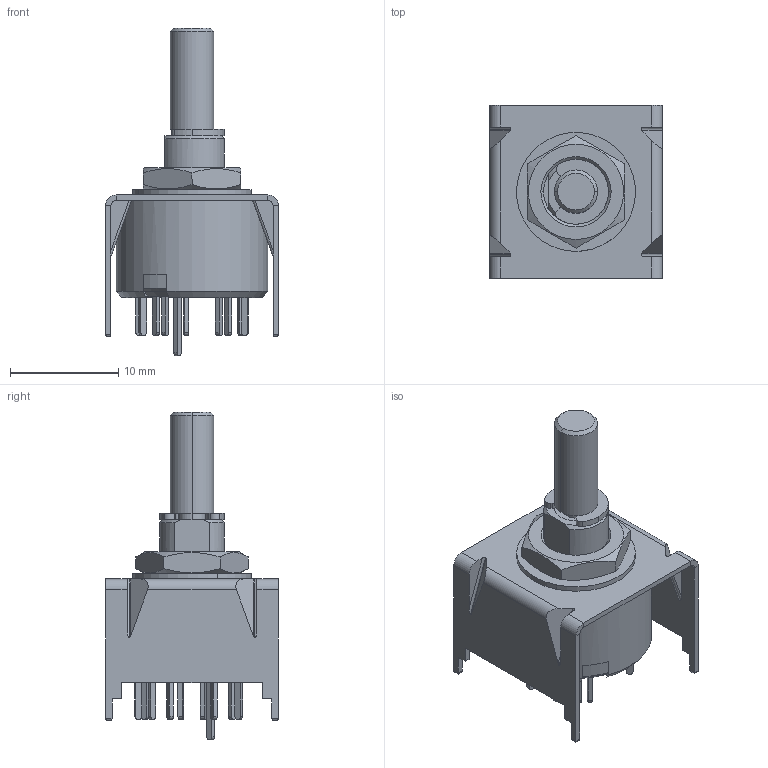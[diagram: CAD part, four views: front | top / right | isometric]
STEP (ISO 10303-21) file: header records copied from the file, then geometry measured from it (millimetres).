
FILE_DESCRIPTION (( 'STEP AP203' ), '1' );
FILE_NAME ('9ﾏ1ﾍ 13-0.STEP', '2020-02-18T03:06:29', ( '' ), ( '' ), 'SwSTEP 2.0', 'SolidWorks 2017', '' );
FILE_SCHEMA (( 'CONFIG_CONTROL_DESIGN' ));
Length unit declared in the file: millimetre
Products named in the file (24): Øàéáà êîíòð. Ì6; ÌÏÍ3 10Ï âûâîä-oa7; ÔÈÌÄ-Ý.18.27 Óçåë ôèêñàöèè; ÌÏÍ3 ðîòîð 4Í; ﾔﾈﾌﾄ.745328.001 ﾊ煇鳫; 扻豵鵨; ÌÏÍ3 10Ï îñíîâàíèå; ﾔﾈﾌﾄ-ﾝ.18.34 ﾂ琿_13; ÔÈÌÄ.758491.005 Øàéáà-ïðîêëàäêà; 扻錪犩 諘瀁謺鍷; 匀棠.754175.002 暑朦鲱 箫腩蝽栩咫铄; Ãàéêà Ì6; �����_9�1�; 9ﾏ1ﾍ 13-0; ÌÏÍ3 Êîíòàêò íà 180; ÌÏÍ3 Ïðóæèíêà Ô ïðÿìàÿ
Assembly tree (22 placements, depth 3):
  ÌÏÍ3 ðîòîð 4Í
  9ﾏ1ﾍ 13-0
    ÔÈÌÄ-Ý.18.27 Óçåë ôèêñàöèè
      扻豵鵨
      扻錪犩 諘瀁謺鍷
      匀棠.754175.002 暑朦鲱 箫腩蝽栩咫铄  x2
    �����_9�1�
      ÌÏÍ3 Êîíòàêò íà 180
      ÌÏÍ3 10Ï âûâîä-oa7
      ÌÏÍ3 10Ï îñíîâàíèå
      ÌÏÍ3 10Ï âûâîä-oa7
      ÌÏÍ3 10Ï âûâîä-oa7
      ÌÏÍ3 10Ï âûâîä-oa7
      ÌÏÍ3 10Ï âûâîä-oa7
      ÌÏÍ3 10Ï âûâîä-oa7
      ÌÏÍ3 10Ï âûâîä-oa7
      ÌÏÍ3 10Ï âûâîä-oa7
      ÌÏÍ3 10Ï âûâîä-oa7
    ﾔﾈﾌﾄ-ﾝ.18.34 ﾂ琿_13
    ﾔﾈﾌﾄ.745328.001 ﾊ煇鳫
    ÔÈÌÄ.758491.005 Øàéáà-ïðîêëàäêà
    Øàéáà êîíòð. Ì6
    Ãàéêà Ì6
  ÌÏÍ3 Ïðóæèíêà Ô ïðÿìàÿ
Bounding box: 16 x 16 x 30.35 mm (x, y, z)
Volume: 1170.4 mm3; surface area: 3792 mm2
Topology: 20 solids, 20 shells, 450 faces, 1078 edges, 688 vertices
Faces by surface type: plane 242, cylinder 131, bspline 50, cone 27
Entity records: 16341 total; most frequent: CARTESIAN_POINT 3749, ORIENTED_EDGE 2140, DIRECTION 1977, EDGE_CURVE 1070, VERTEX_POINT 684, VECTOR 681, LINE 681, AXIS2_PLACEMENT_3D 648
